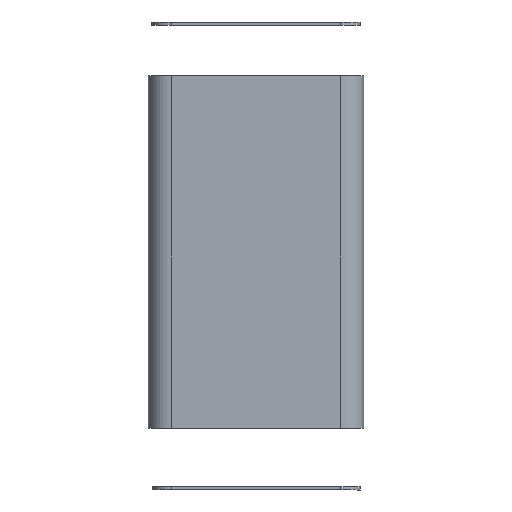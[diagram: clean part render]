
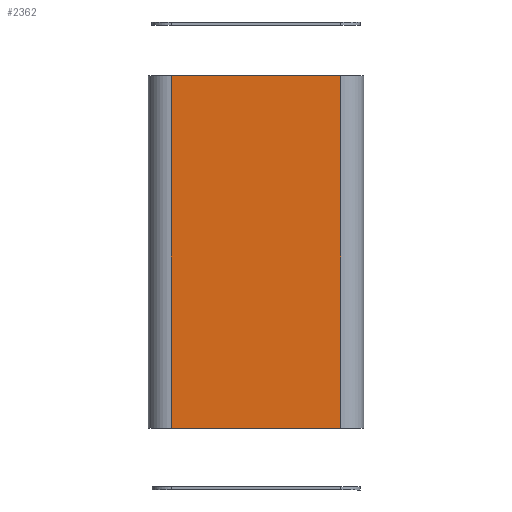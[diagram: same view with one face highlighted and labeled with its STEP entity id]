
A CAD part, front view. The second image highlights one B-rep face of the part: STEP entity #2362.
In plain terms, the highlighted planar face has unit normal (0, -1, 0).
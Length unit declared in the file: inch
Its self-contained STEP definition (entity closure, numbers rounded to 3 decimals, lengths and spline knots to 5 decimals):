
#26 = DIRECTION ( 'NONE',  ( 0., 1., 0. ) ) ;
#41 = DIRECTION ( 'NONE',  ( 0., 0., -1. ) ) ;
#145 = VECTOR ( 'NONE', #1499, 39.37008 ) ;
#203 = PLANE ( 'NONE',  #1061 ) ;
#414 = ORIENTED_EDGE ( 'NONE', *, *, #1651, .T. ) ;
#445 = CARTESIAN_POINT ( 'NONE',  ( -107.94535, 124.49925, 3.93701 ) ) ;
#490 = VERTEX_POINT ( 'NONE', #1503 ) ;
#633 = CARTESIAN_POINT ( 'NONE',  ( -109.83511, 124.49925, 3.93701 ) ) ;
#640 = VECTOR ( 'NONE', #1995, 39.37008 ) ;
#829 = FACE_OUTER_BOUND ( 'NONE', #1144, .T. ) ;
#831 = DIRECTION ( 'NONE',  ( 1., 0., 0. ) ) ;
#884 = EDGE_CURVE ( 'NONE', #1370, #490, #2084, .T. ) ;
#1061 = AXIS2_PLACEMENT_3D ( 'NONE', #633, #26, #1623 ) ;
#1130 = VERTEX_POINT ( 'NONE', #1474 ) ;
#1144 = EDGE_LOOP ( 'NONE', ( #1292, #1957, #2378, #414 ) ) ;
#1170 = CARTESIAN_POINT ( 'NONE',  ( -109.83511, 124.49925, 0. ) ) ;
#1199 = LINE ( 'NONE', #2418, #640 ) ;
#1292 = ORIENTED_EDGE ( 'NONE', *, *, #884, .T. ) ;
#1370 = VERTEX_POINT ( 'NONE', #1170 ) ;
#1407 = LINE ( 'NONE', #445, #1943 ) ;
#1427 = EDGE_CURVE ( 'NONE', #1130, #2409, #1199, .T. ) ;
#1430 = EDGE_CURVE ( 'NONE', #2409, #490, #1407, .T. ) ;
#1440 = VECTOR ( 'NONE', #831, 39.37008 ) ;
#1474 = CARTESIAN_POINT ( 'NONE',  ( -109.83511, 124.49925, 3.93701 ) ) ;
#1499 = DIRECTION ( 'NONE',  ( 0., 0., -1. ) ) ;
#1503 = CARTESIAN_POINT ( 'NONE',  ( -107.94535, 124.49925, 0. ) ) ;
#1623 = DIRECTION ( 'NONE',  ( 0., 0., 1. ) ) ;
#1651 = EDGE_CURVE ( 'NONE', #1130, #1370, #2481, .T. ) ;
#1875 = CARTESIAN_POINT ( 'NONE',  ( -109.83511, 124.49925, 0. ) ) ;
#1925 = CARTESIAN_POINT ( 'NONE',  ( -107.94535, 124.49925, 3.93701 ) ) ;
#1943 = VECTOR ( 'NONE', #41, 39.37008 ) ;
#1957 = ORIENTED_EDGE ( 'NONE', *, *, #1430, .F. ) ;
#1995 = DIRECTION ( 'NONE',  ( 1., 0., 0. ) ) ;
#2084 = LINE ( 'NONE', #1875, #1440 ) ;
#2362 = ADVANCED_FACE ( 'NONE', ( #829 ), #203, .F. ) ;
#2378 = ORIENTED_EDGE ( 'NONE', *, *, #1427, .F. ) ;
#2409 = VERTEX_POINT ( 'NONE', #1925 ) ;
#2418 = CARTESIAN_POINT ( 'NONE',  ( -109.83511, 124.49925, 3.93701 ) ) ;
#2460 = CARTESIAN_POINT ( 'NONE',  ( -109.83511, 124.49925, 3.93701 ) ) ;
#2481 = LINE ( 'NONE', #2460, #145 ) ;
